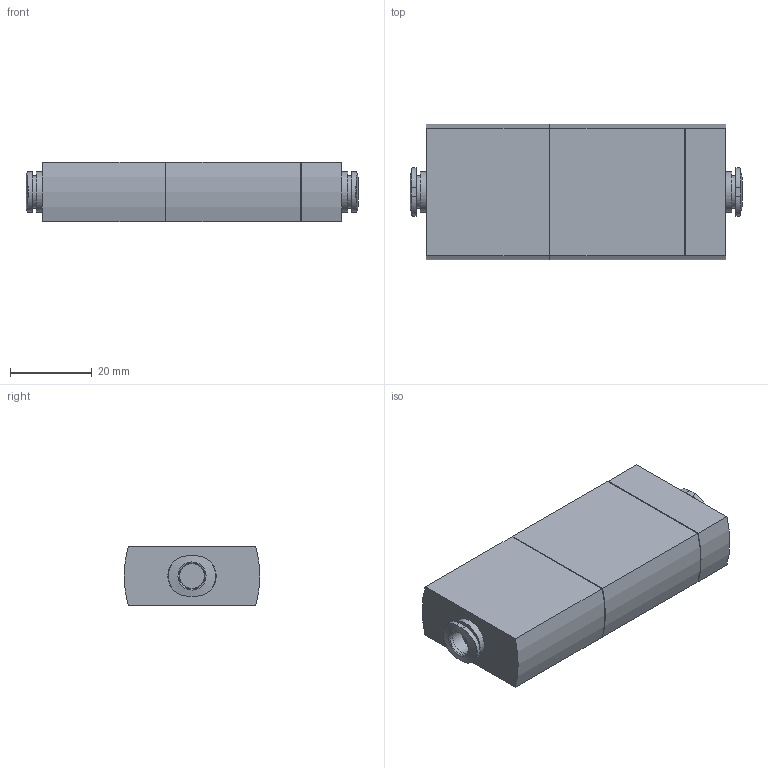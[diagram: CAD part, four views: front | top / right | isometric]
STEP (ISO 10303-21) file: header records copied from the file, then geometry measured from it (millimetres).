
FILE_DESCRIPTION(/* description */ ('STEP AP214'),/* implementation_level */ '2;1');
FILE_NAME(/* name */ '532624_VN-05-M-I3-PQ2-VQ2-A',/* time_stamp */ '2024-09-16T23:35:13+02:00',/* author */ ('License CC BY-ND 4.0'),/* organization */ ('CADENAS'),/* preprocessor_version */ 'ST-DEVELOPER v19.3',/* originating_system */ 'PARTsolutions',/* authorisation */ ' ');
FILE_SCHEMA (('AUTOMOTIVE_DESIGN {1 0 10303 214 3 1 1}'));
Length unit declared in the file: millimetre
Products named in the file (1): 532624 VN-05-M-I3-PQ2-VQ2-A
Bounding box: 81 x 33.1 x 14.5 mm (x, y, z)
Volume: 34690.9 mm3; surface area: 8206.1 mm2
Topology: 1 solids, 1 shells, 56 faces, 130 edges, 86 vertices
Faces by surface type: plane 26, cylinder 20, torus 6, cone 4
Full cylindrical faces by diameter (mm): 6 x2, 8 x2, 9.8 x2
Entity records: 1961 total; most frequent: CARTESIAN_POINT 317, DIRECTION 254, ORIENTED_EDGE 232, EDGE_CURVE 116, AXIS2_PLACEMENT_3D 101, VERTEX_POINT 84, EDGE_LOOP 78, FACE_BOUND 78
